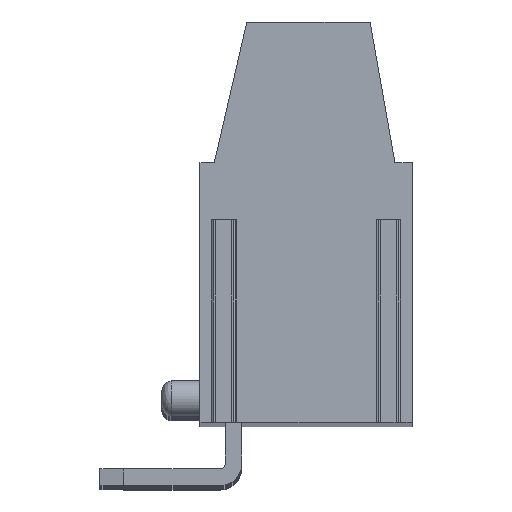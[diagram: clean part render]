
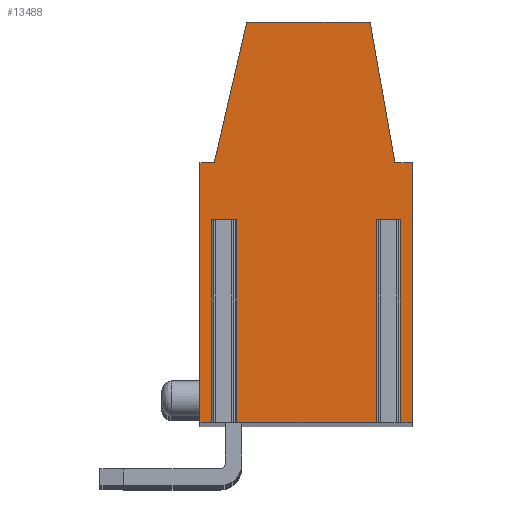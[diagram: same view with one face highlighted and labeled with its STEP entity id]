
A CAD part, top view. The second image highlights one B-rep face of the part: STEP entity #13488.
In plain terms, the highlighted planar face has unit normal (0, 0, 1).
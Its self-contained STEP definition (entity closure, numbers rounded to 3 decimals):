
#13=DIRECTION('',(-1.,0.,0.));
#14=VECTOR('',#13,0.814);
#15=CARTESIAN_POINT('',(6.453,1.45,107.5));
#16=LINE('',#15,#14);
#17=DIRECTION('',(0.,-1.,0.));
#18=VECTOR('',#17,8.5);
#19=CARTESIAN_POINT('',(5.639,1.45,107.5));
#20=LINE('',#19,#18);
#21=DIRECTION('',(-1.,0.,0.));
#22=VECTOR('',#21,6.078);
#23=CARTESIAN_POINT('',(5.639,-7.05,107.5));
#24=LINE('',#23,#22);
#25=DIRECTION('',(0.,-1.,0.));
#26=VECTOR('',#25,8.5);
#27=CARTESIAN_POINT('',(-0.439,1.45,107.5));
#28=LINE('',#27,#26);
#29=DIRECTION('',(-1.,0.,0.));
#30=VECTOR('',#29,0.814);
#31=CARTESIAN_POINT('',(-0.439,1.45,107.5));
#32=LINE('',#31,#30);
#33=DIRECTION('',(0.,-1.,0.));
#34=VECTOR('',#33,8.5);
#35=CARTESIAN_POINT('',(-1.253,1.45,107.5));
#36=LINE('',#35,#34);
#37=DIRECTION('',(-1.,0.,0.));
#38=VECTOR('',#37,0.597);
#39=CARTESIAN_POINT('',(-1.253,-7.05,107.5));
#40=LINE('',#39,#38);
#41=DIRECTION('',(0.,1.,0.));
#42=VECTOR('',#41,10.9);
#43=CARTESIAN_POINT('',(-1.85,-7.05,107.5));
#44=LINE('',#43,#42);
#45=DIRECTION('',(1.,0.,0.));
#46=VECTOR('',#45,0.6);
#47=CARTESIAN_POINT('',(-1.85,3.85,107.5));
#48=LINE('',#47,#46);
#49=DIRECTION('',(0.225,0.974,0.));
#50=VECTOR('',#49,6.055);
#51=CARTESIAN_POINT('',(-1.25,3.85,107.5));
#52=LINE('',#51,#50);
#53=DIRECTION('',(1.,0.,0.));
#54=VECTOR('',#53,5.178);
#55=CARTESIAN_POINT('',(0.112,9.75,107.5));
#56=LINE('',#55,#54);
#57=DIRECTION('',(0.174,-0.985,0.));
#58=VECTOR('',#57,5.991);
#59=CARTESIAN_POINT('',(5.29,9.75,107.5));
#60=LINE('',#59,#58);
#61=DIRECTION('',(1.,0.,0.));
#62=VECTOR('',#61,0.72);
#63=CARTESIAN_POINT('',(6.33,3.85,107.5));
#64=LINE('',#63,#62);
#65=DIRECTION('',(0.,-1.,0.));
#66=VECTOR('',#65,10.9);
#67=CARTESIAN_POINT('',(7.05,3.85,107.5));
#68=LINE('',#67,#66);
#69=DIRECTION('',(-1.,0.,0.));
#70=VECTOR('',#69,0.597);
#71=CARTESIAN_POINT('',(7.05,-7.05,107.5));
#72=LINE('',#71,#70);
#73=DIRECTION('',(0.,-1.,0.));
#74=VECTOR('',#73,8.5);
#75=CARTESIAN_POINT('',(6.453,1.45,107.5));
#76=LINE('',#75,#74);
#10569=CARTESIAN_POINT('',(7.05,3.85,107.5));
#10570=CARTESIAN_POINT('',(7.05,-7.05,107.5));
#10571=VERTEX_POINT('',#10569);
#10572=VERTEX_POINT('',#10570);
#10573=CARTESIAN_POINT('',(6.33,3.85,107.5));
#10574=VERTEX_POINT('',#10573);
#10575=CARTESIAN_POINT('',(5.29,9.75,107.5));
#10576=VERTEX_POINT('',#10575);
#10577=CARTESIAN_POINT('',(0.112,9.75,107.5));
#10578=VERTEX_POINT('',#10577);
#10579=CARTESIAN_POINT('',(-1.25,3.85,107.5));
#10580=VERTEX_POINT('',#10579);
#10581=CARTESIAN_POINT('',(-1.85,3.85,107.5));
#10582=VERTEX_POINT('',#10581);
#10583=CARTESIAN_POINT('',(-1.85,-7.05,107.5));
#10584=VERTEX_POINT('',#10583);
#10713=CARTESIAN_POINT('',(6.453,1.45,107.5));
#10714=CARTESIAN_POINT('',(5.639,1.45,107.5));
#10715=VERTEX_POINT('',#10713);
#10716=VERTEX_POINT('',#10714);
#10717=CARTESIAN_POINT('',(-0.439,1.45,107.5));
#10718=CARTESIAN_POINT('',(-1.253,1.45,107.5));
#10719=VERTEX_POINT('',#10717);
#10720=VERTEX_POINT('',#10718);
#10721=CARTESIAN_POINT('',(-1.253,-7.05,107.5));
#10722=VERTEX_POINT('',#10721);
#10723=CARTESIAN_POINT('',(-0.439,-7.05,107.5));
#10724=VERTEX_POINT('',#10723);
#10725=CARTESIAN_POINT('',(5.639,-7.05,107.5));
#10726=VERTEX_POINT('',#10725);
#10727=CARTESIAN_POINT('',(6.453,-7.05,107.5));
#10728=VERTEX_POINT('',#10727);
#13449=CARTESIAN_POINT('',(0.,0.,107.5));
#13450=DIRECTION('',(0.,0.,1.));
#13451=DIRECTION('',(1.,0.,0.));
#13452=AXIS2_PLACEMENT_3D('',#13449,#13450,#13451);
#13453=PLANE('',#13452);
#13455=ORIENTED_EDGE('',*,*,#13454,.T.);
#13457=ORIENTED_EDGE('',*,*,#13456,.T.);
#13459=ORIENTED_EDGE('',*,*,#13458,.T.);
#13461=ORIENTED_EDGE('',*,*,#13460,.F.);
#13463=ORIENTED_EDGE('',*,*,#13462,.T.);
#13465=ORIENTED_EDGE('',*,*,#13464,.T.);
#13467=ORIENTED_EDGE('',*,*,#13466,.T.);
#13469=ORIENTED_EDGE('',*,*,#13468,.T.);
#13471=ORIENTED_EDGE('',*,*,#13470,.T.);
#13473=ORIENTED_EDGE('',*,*,#13472,.T.);
#13475=ORIENTED_EDGE('',*,*,#13474,.T.);
#13477=ORIENTED_EDGE('',*,*,#13476,.T.);
#13479=ORIENTED_EDGE('',*,*,#13478,.T.);
#13481=ORIENTED_EDGE('',*,*,#13480,.T.);
#13483=ORIENTED_EDGE('',*,*,#13482,.T.);
#13485=ORIENTED_EDGE('',*,*,#13484,.F.);
#13486=EDGE_LOOP('',(#13455,#13457,#13459,#13461,#13463,#13465,#13467,#13469,
#13471,#13473,#13475,#13477,#13479,#13481,#13483,#13485));
#13487=FACE_OUTER_BOUND('',#13486,.F.);
#13454=EDGE_CURVE('',#10715,#10716,#16,.T.);
#13456=EDGE_CURVE('',#10716,#10726,#20,.T.);
#13458=EDGE_CURVE('',#10726,#10724,#24,.T.);
#13460=EDGE_CURVE('',#10719,#10724,#28,.T.);
#13462=EDGE_CURVE('',#10719,#10720,#32,.T.);
#13464=EDGE_CURVE('',#10720,#10722,#36,.T.);
#13466=EDGE_CURVE('',#10722,#10584,#40,.T.);
#13468=EDGE_CURVE('',#10584,#10582,#44,.T.);
#13470=EDGE_CURVE('',#10582,#10580,#48,.T.);
#13472=EDGE_CURVE('',#10580,#10578,#52,.T.);
#13474=EDGE_CURVE('',#10578,#10576,#56,.T.);
#13476=EDGE_CURVE('',#10576,#10574,#60,.T.);
#13478=EDGE_CURVE('',#10574,#10571,#64,.T.);
#13480=EDGE_CURVE('',#10571,#10572,#68,.T.);
#13482=EDGE_CURVE('',#10572,#10728,#72,.T.);
#13484=EDGE_CURVE('',#10715,#10728,#76,.T.);
#13488=ADVANCED_FACE('',(#13487),#13453,.T.);
